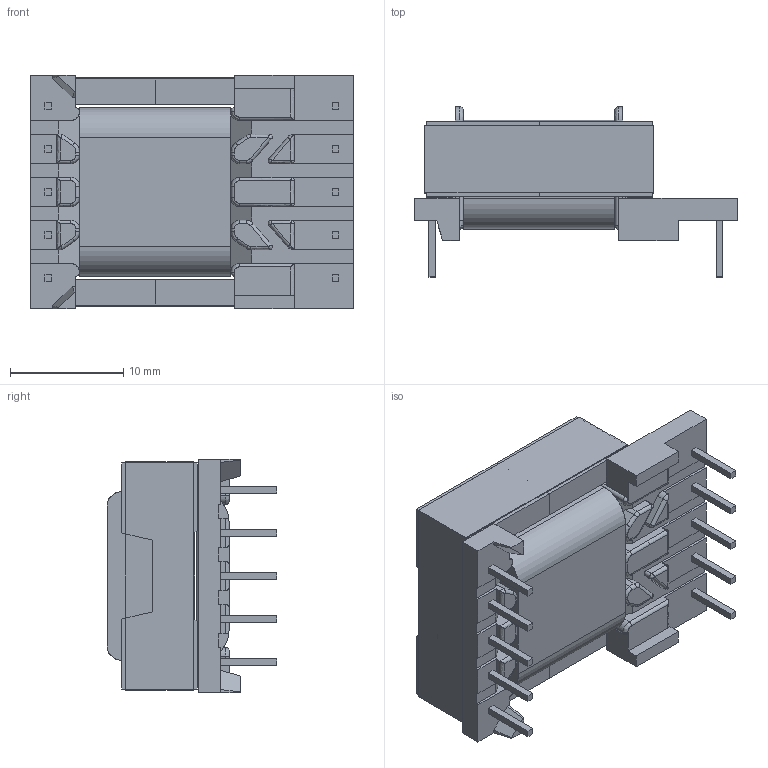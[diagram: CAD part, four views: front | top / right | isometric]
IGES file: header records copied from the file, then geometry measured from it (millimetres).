
Start section: SolidWorks IGES file using analytic representation for surfaces
Global section: file name: EFD20_5981.IGS; native system: SolidWorks 2017; preprocessor: SolidWorks 2017; author: tisha.pedersen; date: 190131.131723; units: millimetre
Bounding box: 28.58 x 15.04 x 20.7 mm (x, y, z)
Surface area: 5990.4 mm2 (no closed solid volume)
Topology: 0 solids, 0 shells, 376 faces, 2432 edges, 2422 vertices
Faces by surface type: bspline 278, revolution 98
